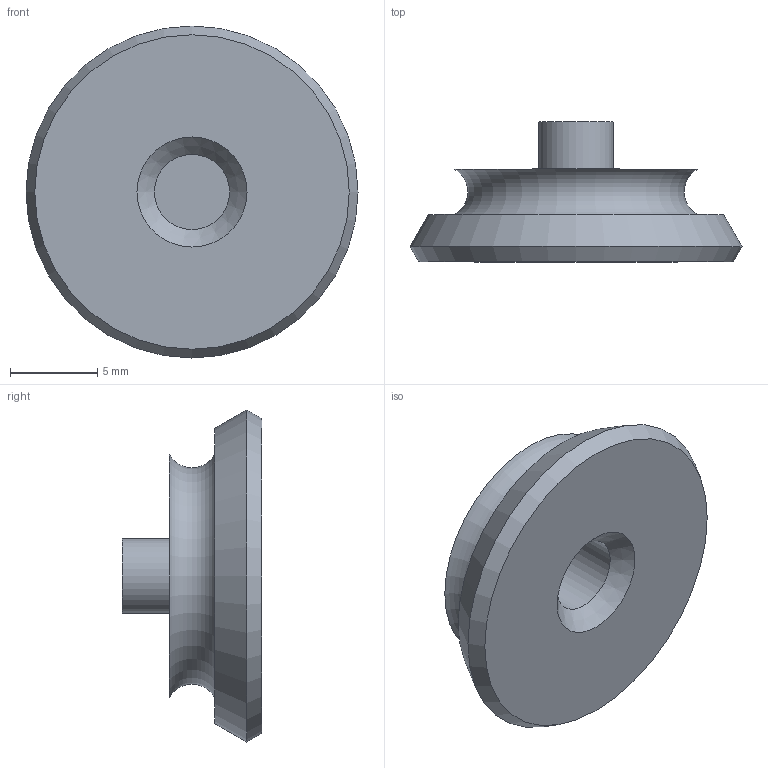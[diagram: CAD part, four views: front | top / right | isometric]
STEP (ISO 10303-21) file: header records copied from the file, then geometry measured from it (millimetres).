
FILE_DESCRIPTION(/* description */ (''),/* implementation_level */ '2;1');
FILE_NAME(/* name */ 'Vert-SafetyPlug.ipt.step',/* time_stamp */ '2024-02-28T22:20:48-06:00',/* author */ ('smz3rm'),/* organization */ (''),/* preprocessor_version */ 'ST-DEVELOPER v18',/* originating_system */ 'Autodesk Inventor 2020',/* authorisation */ '');
FILE_SCHEMA (('AUTOMOTIVE_DESIGN { 1 0 10303 214 3 1 1 }'));
Length unit declared in the file: millimetre
Products named in the file (1): Vert-SafetyPlug
Bounding box: 19 x 8 x 19 mm (x, y, z)
Volume: 1505.4 mm3; surface area: 1039.4 mm2
Topology: 1 solids, 1 shells, 8 faces, 19 edges, 13 vertices
Faces by surface type: cone 4, plane 2, cylinder 1, torus 1
Full cylindrical faces by diameter (mm): 4.3 x1
Entity records: 280 total; most frequent: DIRECTION 49, CARTESIAN_POINT 40, ORIENTED_EDGE 36, AXIS2_PLACEMENT_3D 22, EDGE_CURVE 18, CIRCLE 13, VERTEX_POINT 13, EDGE_LOOP 9
